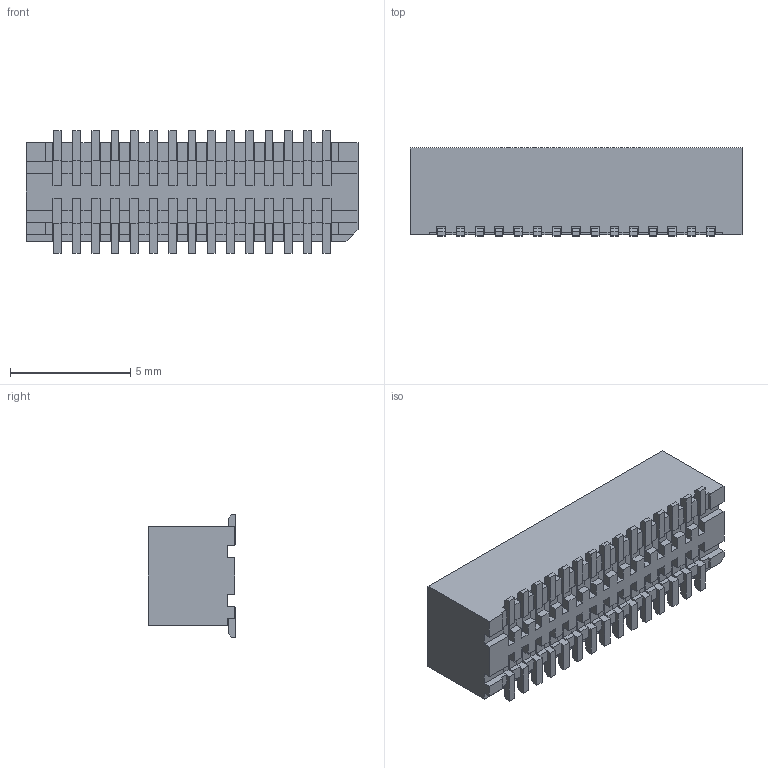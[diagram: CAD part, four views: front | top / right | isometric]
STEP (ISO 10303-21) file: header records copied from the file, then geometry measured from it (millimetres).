
FILE_DESCRIPTION((''),'2;1');
FILE_NAME('533073071','2016-10-03T',('rlalsangi'),(''),'PRO/ENGINEER BY PARAMETRIC TECHNOLOGY CORPORATION, 2012310','PRO/ENGINEER BY PARAMETRIC TECHNOLOGY CORPORATION, 2012310','');
FILE_SCHEMA(('CONFIG_CONTROL_DESIGN'));
Length unit declared in the file: millimetre
Products named in the file (1): 533073071
Bounding box: 13.8 x 3.65 x 5.1 mm (x, y, z)
Volume: 111.1 mm3; surface area: 548.1 mm2
Topology: 1 solids, 1 shells, 1297 faces, 3838 edges, 2574 vertices
Faces by surface type: plane 1297
Entity records: 42177 total; most frequent: CARTESIAN_POINT 7590, ORIENTED_EDGE 7436, DIRECTION 6434, VECTOR 3838, LINE 3838, EDGE_CURVE 3718, VERTEX_POINT 2454, EDGE_LOOP 1328
